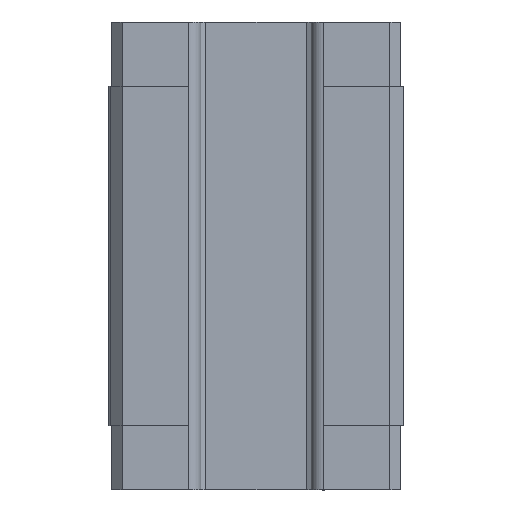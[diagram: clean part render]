
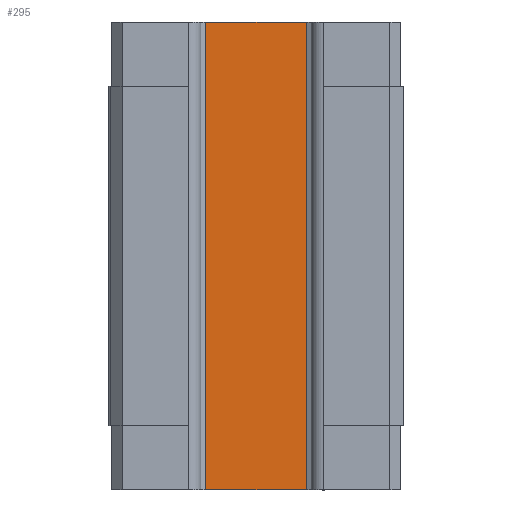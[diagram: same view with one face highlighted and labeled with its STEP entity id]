
A CAD part, front view. The second image highlights one B-rep face of the part: STEP entity #295.
In plain terms, the highlighted planar face has unit normal (0, -1, 0).
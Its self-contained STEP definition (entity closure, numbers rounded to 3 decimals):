
#295 = ADVANCED_FACE ( 'NONE', ( #1424 ), #1864, .F. ) ;
#950 = EDGE_LOOP ( 'NONE', ( #9797, #9798, #9799, #9800 ) ) ;
#1424 = FACE_OUTER_BOUND ( 'NONE', #950, .T. ) ;
#1724 = AXIS2_PLACEMENT_3D ( 'NONE', #1867, #1873, #1874 ) ;
#1864 = PLANE ( 'NONE',  #1724 ) ;
#1867 = CARTESIAN_POINT ( 'NONE',  ( 23.238, -21.85, 95.4 ) ) ;
#1873 = DIRECTION ( 'NONE',  ( 0., 1., 0. ) ) ;
#1874 = DIRECTION ( 'NONE',  ( 0., 0., 1. ) ) ;
#3678 = LINE ( 'NONE', #4312, #3688 ) ;
#3688 = VECTOR ( 'NONE', #4317, 1000. ) ;
#3710 = VECTOR ( 'NONE', #4354, 1000. ) ;
#3713 = LINE ( 'NONE', #4353, #3710 ) ;
#3726 = LINE ( 'NONE', #4363, #3727 ) ;
#3727 = VECTOR ( 'NONE', #4364, 1000. ) ;
#3733 = LINE ( 'NONE', #4371, #3734 ) ;
#3734 = VECTOR ( 'NONE', #4372, 1000. ) ;
#4312 = CARTESIAN_POINT ( 'NONE',  ( 23.238, -21.85, 95.4 ) ) ;
#4317 = DIRECTION ( 'NONE',  ( 0., 0., -1. ) ) ;
#4353 = CARTESIAN_POINT ( 'NONE',  ( 0., -21.85, 79.5 ) ) ;
#4354 = DIRECTION ( 'NONE',  ( 1., 0., 0. ) ) ;
#4363 = CARTESIAN_POINT ( 'NONE',  ( -23.238, -21.85, 95.4 ) ) ;
#4364 = DIRECTION ( 'NONE',  ( 0., 0., 1. ) ) ;
#4371 = CARTESIAN_POINT ( 'NONE',  ( 0., -21.85, -79.5 ) ) ;
#4372 = DIRECTION ( 'NONE',  ( 1., 0., 0. ) ) ;
#5432 = CARTESIAN_POINT ( 'NONE',  ( 23.238, -21.85, -79.5 ) ) ;
#5433 = CARTESIAN_POINT ( 'NONE',  ( 23.238, -21.85, 79.5 ) ) ;
#5438 = CARTESIAN_POINT ( 'NONE',  ( -23.238, -21.85, -79.5 ) ) ;
#5439 = CARTESIAN_POINT ( 'NONE',  ( -23.238, -21.85, 79.5 ) ) ;
#6228 = EDGE_CURVE ( 'NONE', #7481, #7480, #3678, .T. ) ;
#6263 = EDGE_CURVE ( 'NONE', #7487, #7481, #3713, .T. ) ;
#6275 = EDGE_CURVE ( 'NONE', #7486, #7487, #3726, .T. ) ;
#6284 = EDGE_CURVE ( 'NONE', #7486, #7480, #3733, .T. ) ;
#7480 = VERTEX_POINT ( 'NONE', #5432 ) ;
#7481 = VERTEX_POINT ( 'NONE', #5433 ) ;
#7486 = VERTEX_POINT ( 'NONE', #5438 ) ;
#7487 = VERTEX_POINT ( 'NONE', #5439 ) ;
#9797 = ORIENTED_EDGE ( 'NONE', *, *, #6284, .T. ) ;
#9798 = ORIENTED_EDGE ( 'NONE', *, *, #6228, .F. ) ;
#9799 = ORIENTED_EDGE ( 'NONE', *, *, #6263, .F. ) ;
#9800 = ORIENTED_EDGE ( 'NONE', *, *, #6275, .F. ) ;
